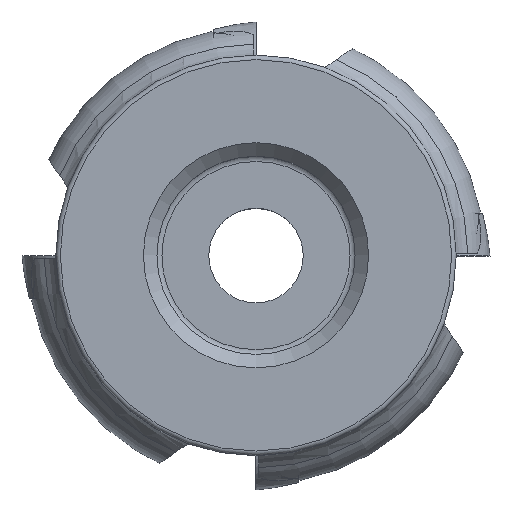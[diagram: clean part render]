
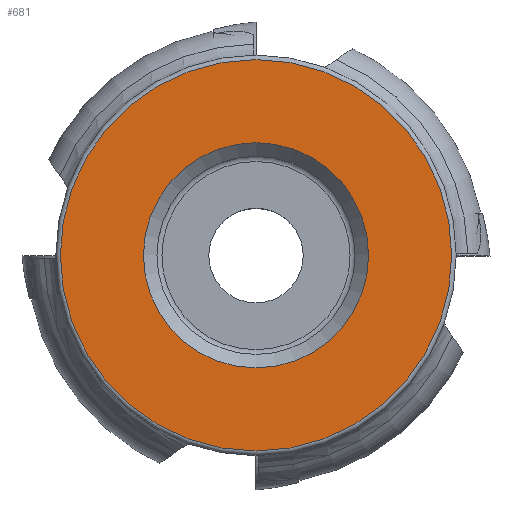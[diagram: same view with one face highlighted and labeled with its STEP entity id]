
A CAD part, top view. The second image highlights one B-rep face of the part: STEP entity #681.
In plain terms, the highlighted planar face has unit normal (0, 0, 1).
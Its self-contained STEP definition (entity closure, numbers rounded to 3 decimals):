
#681=ADVANCED_FACE('',(#1036,#1037),#923,.T.);
#923=PLANE('',#4910);
#1036=FACE_BOUND('',#1193,.T.);
#1037=FACE_BOUND('',#1194,.T.);
#1193=EDGE_LOOP('',(#2255));
#1194=EDGE_LOOP('',(#2256));
#1528=CIRCLE('',#4907,21.74);
#1529=CIRCLE('',#4909,12.505);
#2255=ORIENTED_EDGE('',*,*,#3956,.F.);
#2256=ORIENTED_EDGE('',*,*,#3957,.T.);
#3474=VERTEX_POINT('',#7514);
#3475=VERTEX_POINT('',#7517);
#3956=EDGE_CURVE('',#3474,#3474,#1528,.T.);
#3957=EDGE_CURVE('',#3475,#3475,#1529,.T.);
#4907=AXIS2_PLACEMENT_3D('',#7513,#5567,#5568);
#4909=AXIS2_PLACEMENT_3D('',#7516,#5571,#5572);
#4910=AXIS2_PLACEMENT_3D('',#7518,#5573,#5574);
#5567=DIRECTION('',(0.,0.,-1.));
#5568=DIRECTION('',(0.,-1.,0.));
#5571=DIRECTION('',(0.,0.,-1.));
#5572=DIRECTION('',(0.,-1.,0.));
#5573=DIRECTION('',(0.,0.,1.));
#5574=DIRECTION('',(0.,-1.,0.));
#7513=CARTESIAN_POINT('',(0.,0.,0.));
#7514=CARTESIAN_POINT('',(0.,-21.74,0.));
#7516=CARTESIAN_POINT('',(0.,0.,0.));
#7517=CARTESIAN_POINT('',(0.,-12.505,0.));
#7518=CARTESIAN_POINT('',(-21.74,0.,0.));
